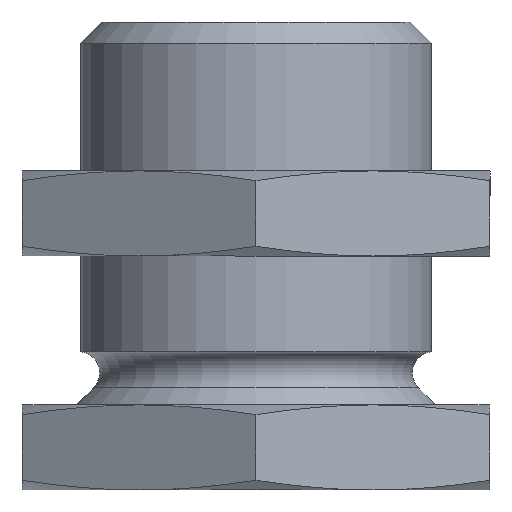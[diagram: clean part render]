
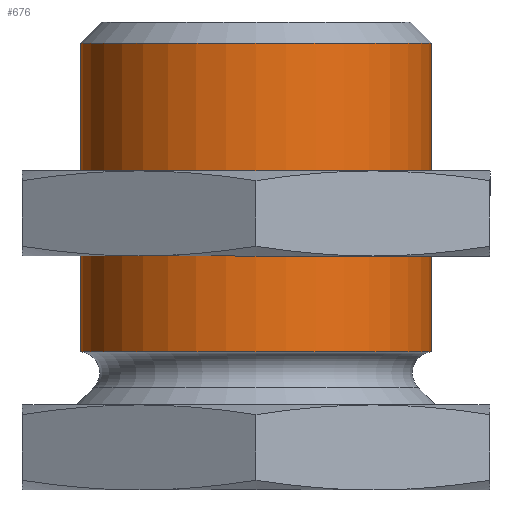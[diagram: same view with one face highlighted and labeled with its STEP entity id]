
A CAD part, front view. The second image highlights one B-rep face of the part: STEP entity #676.
In plain terms, the highlighted cylindrical face has radius 8.25 mm (diameter 16.5 mm), a full revolution.
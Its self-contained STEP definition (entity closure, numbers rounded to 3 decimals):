
#117=CYLINDRICAL_SURFACE('',#758,8.25);
#154=FACE_BOUND('',#226,.T.);
#169=FACE_OUTER_BOUND('',#225,.T.);
#225=EDGE_LOOP('',(#486));
#226=EDGE_LOOP('',(#487));
#282=CIRCLE('',#747,8.25);
#288=CIRCLE('',#757,8.25);
#319=VERTEX_POINT('',#1039);
#325=VERTEX_POINT('',#1055);
#380=EDGE_CURVE('',#319,#319,#282,.T.);
#386=EDGE_CURVE('',#325,#325,#288,.T.);
#486=ORIENTED_EDGE('',*,*,#386,.T.);
#487=ORIENTED_EDGE('',*,*,#380,.F.);
#676=ADVANCED_FACE('',(#169,#154),#117,.T.);
#747=AXIS2_PLACEMENT_3D('',#1040,#844,#845);
#757=AXIS2_PLACEMENT_3D('',#1056,#864,#865);
#758=AXIS2_PLACEMENT_3D('',#1057,#866,#867);
#844=DIRECTION('center_axis',(0.,0.,-1.));
#845=DIRECTION('ref_axis',(-1.,0.,0.));
#864=DIRECTION('center_axis',(0.,0.,-1.));
#865=DIRECTION('ref_axis',(-1.,0.,0.));
#866=DIRECTION('center_axis',(0.,0.,-1.));
#867=DIRECTION('ref_axis',(-1.,0.,0.));
#1039=CARTESIAN_POINT('',(-8.25,0.,6.5));
#1040=CARTESIAN_POINT('Origin',(0.,0.,6.5));
#1055=CARTESIAN_POINT('',(-8.25,0.,21.));
#1056=CARTESIAN_POINT('Origin',(0.,0.,21.));
#1057=CARTESIAN_POINT('Origin',(0.,0.,-6.494));
